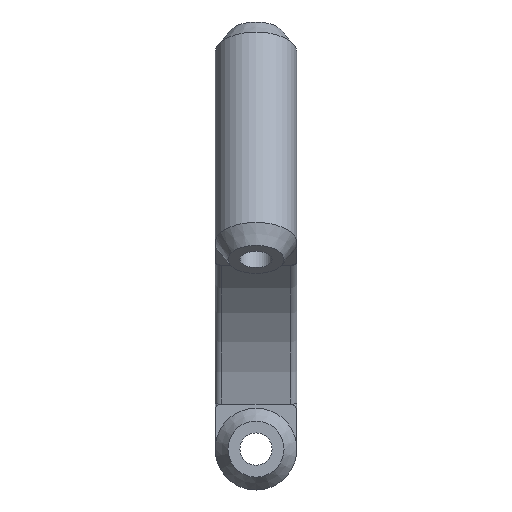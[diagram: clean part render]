
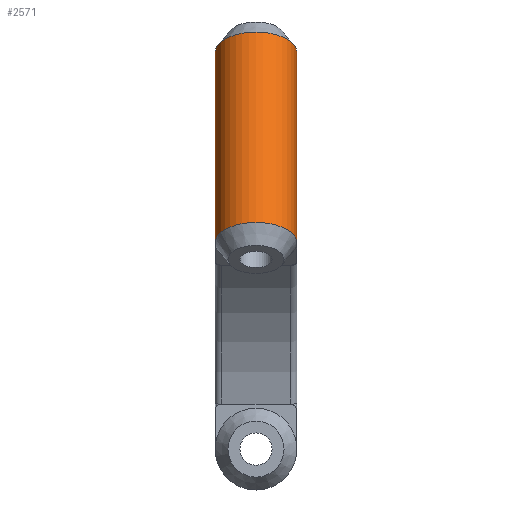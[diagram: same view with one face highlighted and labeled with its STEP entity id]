
A CAD part, left-side view. The second image highlights one B-rep face of the part: STEP entity #2571.
In plain terms, the highlighted cylindrical face has radius 6.35 mm (diameter 12.7 mm), a full revolution.
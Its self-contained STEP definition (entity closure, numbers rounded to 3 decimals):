
#141=LINE('',#3873,#328);
#213=LINE('',#4133,#400);
#291=LINE('',#4814,#478);
#292=LINE('',#4819,#479);
#328=VECTOR('',#3037,10.);
#400=VECTOR('',#3263,10.);
#478=VECTOR('',#3649,6.35);
#479=VECTOR('',#3654,6.35);
#555=CYLINDRICAL_SURFACE('',#2879,6.35);
#687=FACE_OUTER_BOUND('',#851,.T.);
#851=EDGE_LOOP('',(#2298,#2299,#2300,#2301,#2302,#2303,#2304,#2305,#2306,
#2307,#2308,#2309));
#1005=CIRCLE('',#2878,6.35);
#1006=CIRCLE('',#2880,6.35);
#1007=CIRCLE('',#2881,6.35);
#1008=CIRCLE('',#2882,6.35);
#1009=CIRCLE('',#2883,6.35);
#1010=CIRCLE('',#2884,6.35);
#1075=VERTEX_POINT('',#3870);
#1076=VERTEX_POINT('',#3872);
#1186=VERTEX_POINT('',#4130);
#1187=VERTEX_POINT('',#4132);
#1249=VERTEX_POINT('',#4809);
#1250=VERTEX_POINT('',#4813);
#1251=VERTEX_POINT('',#4816);
#1252=VERTEX_POINT('',#4818);
#1323=EDGE_CURVE('',#1075,#1076,#141,.T.);
#1454=EDGE_CURVE('',#1187,#1186,#213,.T.);
#1609=EDGE_CURVE('',#1249,#1249,#1005,.T.);
#1610=EDGE_CURVE('',#1249,#1250,#291,.T.);
#1611=EDGE_CURVE('',#1250,#1076,#1006,.T.);
#1612=EDGE_CURVE('',#1075,#1251,#1007,.T.);
#1613=EDGE_CURVE('',#1251,#1252,#292,.T.);
#1614=EDGE_CURVE('',#1252,#1252,#1008,.T.);
#1615=EDGE_CURVE('',#1251,#1187,#1009,.T.);
#1616=EDGE_CURVE('',#1186,#1250,#1010,.T.);
#2298=ORIENTED_EDGE('',*,*,#1609,.F.);
#2299=ORIENTED_EDGE('',*,*,#1610,.T.);
#2300=ORIENTED_EDGE('',*,*,#1611,.T.);
#2301=ORIENTED_EDGE('',*,*,#1323,.F.);
#2302=ORIENTED_EDGE('',*,*,#1612,.T.);
#2303=ORIENTED_EDGE('',*,*,#1613,.T.);
#2304=ORIENTED_EDGE('',*,*,#1614,.F.);
#2305=ORIENTED_EDGE('',*,*,#1613,.F.);
#2306=ORIENTED_EDGE('',*,*,#1615,.T.);
#2307=ORIENTED_EDGE('',*,*,#1454,.T.);
#2308=ORIENTED_EDGE('',*,*,#1616,.T.);
#2309=ORIENTED_EDGE('',*,*,#1610,.F.);
#2571=ADVANCED_FACE('',(#687),#555,.T.);
#2878=AXIS2_PLACEMENT_3D('',#4811,#3645,#3646);
#2879=AXIS2_PLACEMENT_3D('',#4812,#3647,#3648);
#2880=AXIS2_PLACEMENT_3D('',#4815,#3650,#3651);
#2881=AXIS2_PLACEMENT_3D('',#4817,#3652,#3653);
#2882=AXIS2_PLACEMENT_3D('',#4820,#3655,#3656);
#2883=AXIS2_PLACEMENT_3D('',#4821,#3657,#3658);
#2884=AXIS2_PLACEMENT_3D('',#4822,#3659,#3660);
#3037=DIRECTION('',(-0.5,0.,-0.866));
#3263=DIRECTION('',(-0.5,0.,-0.866));
#3645=DIRECTION('center_axis',(-0.5,0.,-0.866));
#3646=DIRECTION('ref_axis',(-0.866,0.,0.5));
#3647=DIRECTION('center_axis',(0.5,0.,0.866));
#3648=DIRECTION('ref_axis',(-0.866,0.,0.5));
#3649=DIRECTION('',(0.5,0.,0.866));
#3650=DIRECTION('center_axis',(-0.5,0.,-0.866));
#3651=DIRECTION('ref_axis',(-0.866,0.,0.5));
#3652=DIRECTION('center_axis',(0.5,0.,0.866));
#3653=DIRECTION('ref_axis',(0.866,0.,-0.5));
#3654=DIRECTION('',(0.5,0.,0.866));
#3655=DIRECTION('center_axis',(0.5,0.,0.866));
#3656=DIRECTION('ref_axis',(-0.866,0.,0.5));
#3657=DIRECTION('center_axis',(0.5,0.,0.866));
#3658=DIRECTION('ref_axis',(0.866,0.,-0.5));
#3659=DIRECTION('center_axis',(-0.5,0.,-0.866));
#3660=DIRECTION('ref_axis',(-0.866,0.,0.5));
#3870=CARTESIAN_POINT('',(-18.473,0.,30.364));
#3872=CARTESIAN_POINT('',(-35.532,0.,0.816));
#3873=CARTESIAN_POINT('',(-37.014,0.,-1.75));
#4130=CARTESIAN_POINT('',(-35.532,12.7,0.816));
#4132=CARTESIAN_POINT('',(-18.473,12.7,30.364));
#4133=CARTESIAN_POINT('',(-37.014,12.7,-1.75));
#4809=CARTESIAN_POINT('',(-30.035,6.35,-2.362));
#4811=CARTESIAN_POINT('Origin',(-35.534,6.35,0.813));
#4812=CARTESIAN_POINT('Origin',(-37.014,6.35,-1.75));
#4813=CARTESIAN_POINT('',(-30.033,6.35,-2.359));
#4814=CARTESIAN_POINT('',(-31.515,6.35,-4.925));
#4815=CARTESIAN_POINT('Origin',(-35.532,6.35,0.816));
#4816=CARTESIAN_POINT('',(-12.974,6.35,27.189));
#4817=CARTESIAN_POINT('Origin',(-18.473,6.35,30.364));
#4818=CARTESIAN_POINT('',(-12.972,6.35,27.192));
#4819=CARTESIAN_POINT('',(-31.515,6.35,-4.925));
#4820=CARTESIAN_POINT('Origin',(-18.471,6.35,30.367));
#4821=CARTESIAN_POINT('Origin',(-18.473,6.35,30.364));
#4822=CARTESIAN_POINT('Origin',(-35.532,6.35,0.816));
